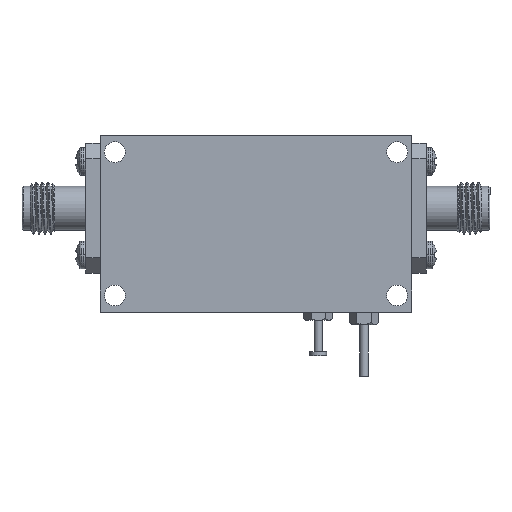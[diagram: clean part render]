
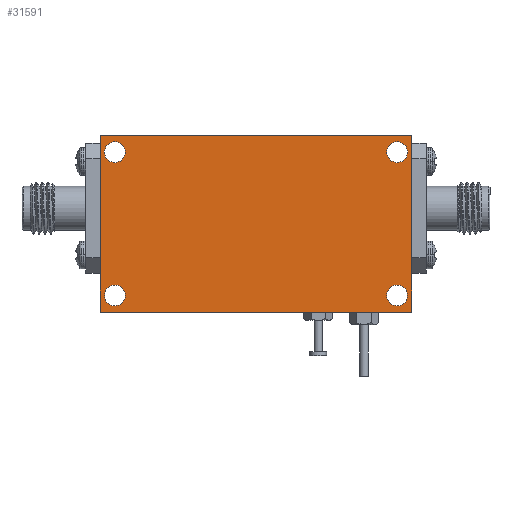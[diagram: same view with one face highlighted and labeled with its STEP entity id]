
A CAD part, front view. The second image highlights one B-rep face of the part: STEP entity #31591.
In plain terms, the highlighted planar face has unit normal (0, -1, 0).
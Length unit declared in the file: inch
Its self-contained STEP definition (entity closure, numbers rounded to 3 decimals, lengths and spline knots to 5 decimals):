
#11 = EDGE_LOOP ( 'NONE', ( #17432, #16101 ) ) ;
#613 = VERTEX_POINT ( 'NONE', #8261 ) ;
#644 = CARTESIAN_POINT ( 'NONE',  ( -0.68, -0.1875, 0.345 ) ) ;
#1326 = CIRCLE ( 'NONE', #44106, 0.05 ) ;
#1804 = CARTESIAN_POINT ( 'NONE',  ( 0.68, -0.1875, 0.295 ) ) ;
#3436 = EDGE_LOOP ( 'NONE', ( #15346, #19999 ) ) ;
#4326 = AXIS2_PLACEMENT_3D ( 'NONE', #56310, #56102, #46138 ) ;
#5310 = CARTESIAN_POINT ( 'NONE',  ( 0.68, -0.1875, 0.395 ) ) ;
#5681 = EDGE_LOOP ( 'NONE', ( #40529, #54733 ) ) ;
#6173 = CARTESIAN_POINT ( 'NONE',  ( -0.75, -0.1875, 0.425 ) ) ;
#6234 = DIRECTION ( 'NONE',  ( 0., 1., 0. ) ) ;
#7038 = ORIENTED_EDGE ( 'NONE', *, *, #30901, .F. ) ;
#7343 = AXIS2_PLACEMENT_3D ( 'NONE', #43949, #18628, #13396 ) ;
#7711 = DIRECTION ( 'NONE',  ( 0., 0., 1. ) ) ;
#7806 = DIRECTION ( 'NONE',  ( 0., -1., 0. ) ) ;
#7941 = AXIS2_PLACEMENT_3D ( 'NONE', #8244, #7806, #43233 ) ;
#8244 = CARTESIAN_POINT ( 'NONE',  ( 0., -0.1875, 0. ) ) ;
#8261 = CARTESIAN_POINT ( 'NONE',  ( 0.75, -0.1875, -0.425 ) ) ;
#8540 = CARTESIAN_POINT ( 'NONE',  ( -0.68, -0.1875, 0.395 ) ) ;
#10047 = CARTESIAN_POINT ( 'NONE',  ( 0.68, -0.1875, 0.345 ) ) ;
#12739 = CARTESIAN_POINT ( 'NONE',  ( 0.75, -0.1875, 0.425 ) ) ;
#12937 = CIRCLE ( 'NONE', #28510, 0.05 ) ;
#13396 = DIRECTION ( 'NONE',  ( 0., 0., 1. ) ) ;
#14400 = CIRCLE ( 'NONE', #59779, 0.05 ) ;
#14512 = FACE_BOUND ( 'NONE', #5681, .T. ) ;
#15066 = EDGE_CURVE ( 'NONE', #63950, #51364, #33104, .T. ) ;
#15346 = ORIENTED_EDGE ( 'NONE', *, *, #53925, .T. ) ;
#15772 = CIRCLE ( 'NONE', #4326, 0.05 ) ;
#15977 = EDGE_LOOP ( 'NONE', ( #54462, #27398 ) ) ;
#16101 = ORIENTED_EDGE ( 'NONE', *, *, #24619, .T. ) ;
#16203 = VERTEX_POINT ( 'NONE', #55338 ) ;
#16856 = CARTESIAN_POINT ( 'NONE',  ( -0.68, -0.1875, -0.345 ) ) ;
#17432 = ORIENTED_EDGE ( 'NONE', *, *, #28117, .T. ) ;
#17785 = CARTESIAN_POINT ( 'NONE',  ( 0.68, -0.1875, -0.345 ) ) ;
#18354 = CARTESIAN_POINT ( 'NONE',  ( -0.75, -0.1875, 0.425 ) ) ;
#18628 = DIRECTION ( 'NONE',  ( 0., 1., 0. ) ) ;
#19399 = VECTOR ( 'NONE', #27489, 39.37008 ) ;
#19999 = ORIENTED_EDGE ( 'NONE', *, *, #23763, .T. ) ;
#20276 = CIRCLE ( 'NONE', #34751, 0.05 ) ;
#20702 = VECTOR ( 'NONE', #30933, 39.37008 ) ;
#21160 = DIRECTION ( 'NONE',  ( -1., 0., 0. ) ) ;
#21958 = DIRECTION ( 'NONE',  ( 0., 0., 1. ) ) ;
#22101 = VERTEX_POINT ( 'NONE', #18354 ) ;
#22628 = LINE ( 'NONE', #6173, #31314 ) ;
#23286 = CARTESIAN_POINT ( 'NONE',  ( 0.68, -0.1875, -0.295 ) ) ;
#23763 = EDGE_CURVE ( 'NONE', #59981, #39670, #1326, .T. ) ;
#24619 = EDGE_CURVE ( 'NONE', #60537, #27594, #20276, .T. ) ;
#25016 = EDGE_CURVE ( 'NONE', #22101, #60462, #22628, .T. ) ;
#25169 = CARTESIAN_POINT ( 'NONE',  ( 0.68, -0.1875, -0.395 ) ) ;
#25477 = DIRECTION ( 'NONE',  ( 0., 1., 0. ) ) ;
#25891 = CARTESIAN_POINT ( 'NONE',  ( 0.75, -0.1875, 0.425 ) ) ;
#27235 = CARTESIAN_POINT ( 'NONE',  ( 0.68, -0.1875, -0.345 ) ) ;
#27398 = ORIENTED_EDGE ( 'NONE', *, *, #37683, .T. ) ;
#27489 = DIRECTION ( 'NONE',  ( 0., 0., -1. ) ) ;
#27493 = DIRECTION ( 'NONE',  ( 0., 0., 1. ) ) ;
#27594 = VERTEX_POINT ( 'NONE', #32467 ) ;
#27869 = CIRCLE ( 'NONE', #7343, 0.05 ) ;
#28117 = EDGE_CURVE ( 'NONE', #27594, #60537, #27869, .T. ) ;
#28510 = AXIS2_PLACEMENT_3D ( 'NONE', #17785, #57942, #27493 ) ;
#29070 = EDGE_CURVE ( 'NONE', #16203, #22101, #46857, .T. ) ;
#29521 = FACE_BOUND ( 'NONE', #3436, .T. ) ;
#30583 = CIRCLE ( 'NONE', #62332, 0.05 ) ;
#30901 = EDGE_CURVE ( 'NONE', #613, #16203, #48662, .T. ) ;
#30933 = DIRECTION ( 'NONE',  ( 0., 0., 1. ) ) ;
#31314 = VECTOR ( 'NONE', #36489, 39.37008 ) ;
#31591 = ADVANCED_FACE ( 'NONE', ( #40637, #14512, #29521, #63655, #43844 ), #39019, .T. ) ;
#32244 = CARTESIAN_POINT ( 'NONE',  ( 0.68, -0.1875, 0.345 ) ) ;
#32467 = CARTESIAN_POINT ( 'NONE',  ( -0.68, -0.1875, -0.295 ) ) ;
#33104 = CIRCLE ( 'NONE', #47216, 0.05 ) ;
#34751 = AXIS2_PLACEMENT_3D ( 'NONE', #16856, #42553, #37677 ) ;
#36446 = CARTESIAN_POINT ( 'NONE',  ( -0.75, -0.1875, -0.425 ) ) ;
#36489 = DIRECTION ( 'NONE',  ( 1., 0., 0. ) ) ;
#37677 = DIRECTION ( 'NONE',  ( 0., 0., 1. ) ) ;
#37683 = EDGE_CURVE ( 'NONE', #45491, #62397, #30583, .T. ) ;
#38153 = DIRECTION ( 'NONE',  ( 0., 1., 0. ) ) ;
#39019 = PLANE ( 'NONE',  #7941 ) ;
#39670 = VERTEX_POINT ( 'NONE', #8540 ) ;
#40529 = ORIENTED_EDGE ( 'NONE', *, *, #15066, .T. ) ;
#40637 = FACE_BOUND ( 'NONE', #11, .T. ) ;
#41204 = ORIENTED_EDGE ( 'NONE', *, *, #25016, .F. ) ;
#42306 = EDGE_CURVE ( 'NONE', #51364, #63950, #12937, .T. ) ;
#42553 = DIRECTION ( 'NONE',  ( 0., 1., 0. ) ) ;
#43233 = DIRECTION ( 'NONE',  ( 0., 0., -1. ) ) ;
#43844 = FACE_OUTER_BOUND ( 'NONE', #54608, .T. ) ;
#43949 = CARTESIAN_POINT ( 'NONE',  ( -0.68, -0.1875, -0.345 ) ) ;
#44106 = AXIS2_PLACEMENT_3D ( 'NONE', #644, #6234, #56964 ) ;
#45491 = VERTEX_POINT ( 'NONE', #1804 ) ;
#45630 = CARTESIAN_POINT ( 'NONE',  ( -0.75, -0.1875, 0.425 ) ) ;
#46138 = DIRECTION ( 'NONE',  ( 0., 0., 1. ) ) ;
#46857 = LINE ( 'NONE', #45630, #20702 ) ;
#47216 = AXIS2_PLACEMENT_3D ( 'NONE', #27235, #38153, #21958 ) ;
#48662 = LINE ( 'NONE', #36446, #55783 ) ;
#50055 = EDGE_CURVE ( 'NONE', #60462, #613, #53529, .T. ) ;
#51364 = VERTEX_POINT ( 'NONE', #25169 ) ;
#53413 = ORIENTED_EDGE ( 'NONE', *, *, #29070, .F. ) ;
#53529 = LINE ( 'NONE', #12739, #19399 ) ;
#53925 = EDGE_CURVE ( 'NONE', #39670, #59981, #15772, .T. ) ;
#54462 = ORIENTED_EDGE ( 'NONE', *, *, #61342, .T. ) ;
#54608 = EDGE_LOOP ( 'NONE', ( #62996, #41204, #53413, #7038 ) ) ;
#54733 = ORIENTED_EDGE ( 'NONE', *, *, #42306, .T. ) ;
#55209 = DIRECTION ( 'NONE',  ( 0., 0., 1. ) ) ;
#55338 = CARTESIAN_POINT ( 'NONE',  ( -0.75, -0.1875, -0.425 ) ) ;
#55783 = VECTOR ( 'NONE', #21160, 39.37008 ) ;
#56102 = DIRECTION ( 'NONE',  ( 0., 1., 0. ) ) ;
#56310 = CARTESIAN_POINT ( 'NONE',  ( -0.68, -0.1875, 0.345 ) ) ;
#56964 = DIRECTION ( 'NONE',  ( 0., 0., 1. ) ) ;
#57942 = DIRECTION ( 'NONE',  ( 0., 1., 0. ) ) ;
#59779 = AXIS2_PLACEMENT_3D ( 'NONE', #32244, #62846, #7711 ) ;
#59981 = VERTEX_POINT ( 'NONE', #65668 ) ;
#60462 = VERTEX_POINT ( 'NONE', #25891 ) ;
#60537 = VERTEX_POINT ( 'NONE', #61179 ) ;
#61179 = CARTESIAN_POINT ( 'NONE',  ( -0.68, -0.1875, -0.395 ) ) ;
#61342 = EDGE_CURVE ( 'NONE', #62397, #45491, #14400, .T. ) ;
#62332 = AXIS2_PLACEMENT_3D ( 'NONE', #10047, #25477, #55209 ) ;
#62397 = VERTEX_POINT ( 'NONE', #5310 ) ;
#62846 = DIRECTION ( 'NONE',  ( 0., 1., 0. ) ) ;
#62996 = ORIENTED_EDGE ( 'NONE', *, *, #50055, .F. ) ;
#63655 = FACE_BOUND ( 'NONE', #15977, .T. ) ;
#63950 = VERTEX_POINT ( 'NONE', #23286 ) ;
#65668 = CARTESIAN_POINT ( 'NONE',  ( -0.68, -0.1875, 0.295 ) ) ;
